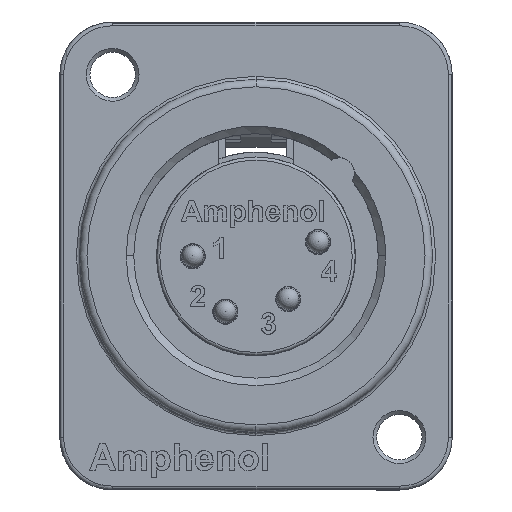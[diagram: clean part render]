
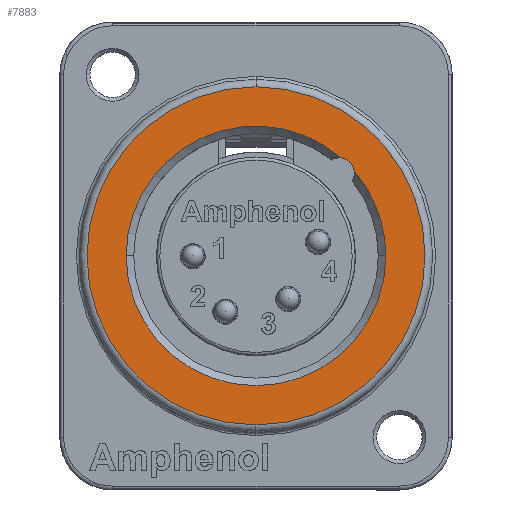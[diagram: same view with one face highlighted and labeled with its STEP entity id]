
A CAD part, top view. The second image highlights one B-rep face of the part: STEP entity #7883.
In plain terms, the highlighted planar face has unit normal (0, 0, 1).
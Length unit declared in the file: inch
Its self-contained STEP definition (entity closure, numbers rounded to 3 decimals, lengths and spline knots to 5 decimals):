
#306=CIRCLE('',#8360,0.44094);
#310=CIRCLE('',#8365,0.44094);
#312=CIRCLE('',#8369,0.33858);
#313=CIRCLE('',#8370,0.03937);
#314=CIRCLE('',#8371,0.33858);
#315=CIRCLE('',#8372,0.33858);
#545=FACE_BOUND('',#2367,.T.);
#2033=FACE_OUTER_BOUND('',#2366,.T.);
#2366=EDGE_LOOP('',(#6106,#6107));
#2367=EDGE_LOOP('',(#6108,#6109,#6110,#6111));
#3385=VERTEX_POINT('',#12179);
#3386=VERTEX_POINT('',#12181);
#3390=VERTEX_POINT('',#12196);
#3391=VERTEX_POINT('',#12197);
#3392=VERTEX_POINT('',#12199);
#3393=VERTEX_POINT('',#12201);
#4589=EDGE_CURVE('',#3385,#3386,#306,.T.);
#4593=EDGE_CURVE('',#3386,#3385,#310,.T.);
#4597=EDGE_CURVE('',#3390,#3391,#312,.T.);
#4598=EDGE_CURVE('',#3390,#3392,#313,.T.);
#4599=EDGE_CURVE('',#3393,#3392,#314,.T.);
#4600=EDGE_CURVE('',#3391,#3393,#315,.T.);
#6106=ORIENTED_EDGE('',*,*,#4589,.F.);
#6107=ORIENTED_EDGE('',*,*,#4593,.F.);
#6108=ORIENTED_EDGE('',*,*,#4597,.F.);
#6109=ORIENTED_EDGE('',*,*,#4598,.T.);
#6110=ORIENTED_EDGE('',*,*,#4599,.F.);
#6111=ORIENTED_EDGE('',*,*,#4600,.F.);
#7416=PLANE('',#8368);
#7883=ADVANCED_FACE('',(#2033,#545),#7416,.F.);
#8360=AXIS2_PLACEMENT_3D('',#12182,#9397,#9398);
#8365=AXIS2_PLACEMENT_3D('',#12188,#9407,#9408);
#8368=AXIS2_PLACEMENT_3D('',#12195,#9415,#9416);
#8369=AXIS2_PLACEMENT_3D('',#12198,#9417,#9418);
#8370=AXIS2_PLACEMENT_3D('',#12200,#9419,#9420);
#8371=AXIS2_PLACEMENT_3D('',#12202,#9421,#9422);
#8372=AXIS2_PLACEMENT_3D('',#12203,#9423,#9424);
#9397=DIRECTION('center_axis',(0.,0.,
-1.));
#9398=DIRECTION('ref_axis',(-1.,0.,0.));
#9407=DIRECTION('center_axis',(0.,0.,
-1.));
#9408=DIRECTION('ref_axis',(1.,0.,0.));
#9415=DIRECTION('center_axis',(0.,0.,
-1.));
#9416=DIRECTION('ref_axis',(0.,-1.,0.));
#9417=DIRECTION('center_axis',(0.,0.,
1.));
#9418=DIRECTION('ref_axis',(-1.,0.,0.));
#9419=DIRECTION('center_axis',(0.,0.,
-1.));
#9420=DIRECTION('ref_axis',(1.,0.,0.));
#9421=DIRECTION('center_axis',(0.,0.,
1.));
#9422=DIRECTION('ref_axis',(-1.,0.,0.));
#9423=DIRECTION('center_axis',(0.,0.,
1.));
#9424=DIRECTION('ref_axis',(-1.,0.,0.));
#12179=CARTESIAN_POINT('',(-0.32983,-0.37716,0.87131));
#12181=CARTESIAN_POINT('',(-0.32983,0.50473,0.87131));
#12182=CARTESIAN_POINT('Origin',(-0.32983,0.06379,
0.87131));
#12188=CARTESIAN_POINT('Origin',(-0.32983,0.06379,
0.87131));
#12195=CARTESIAN_POINT('Origin',(0.17687,0.57048,0.87131));
#12196=CARTESIAN_POINT('',(-0.10858,0.32008,0.87131));
#12197=CARTESIAN_POINT('',(-0.66841,0.06379,0.87131));
#12198=CARTESIAN_POINT('Origin',(-0.32983,0.06379,
0.87131));
#12199=CARTESIAN_POINT('',(-0.07353,0.28503,0.87131));
#12200=CARTESIAN_POINT('Origin',(-0.11268,0.28093,0.87131));
#12201=CARTESIAN_POINT('',(0.00876,0.06379,0.87131));
#12202=CARTESIAN_POINT('Origin',(-0.32983,0.06379,
0.87131));
#12203=CARTESIAN_POINT('Origin',(-0.32983,0.06379,
0.87131));
